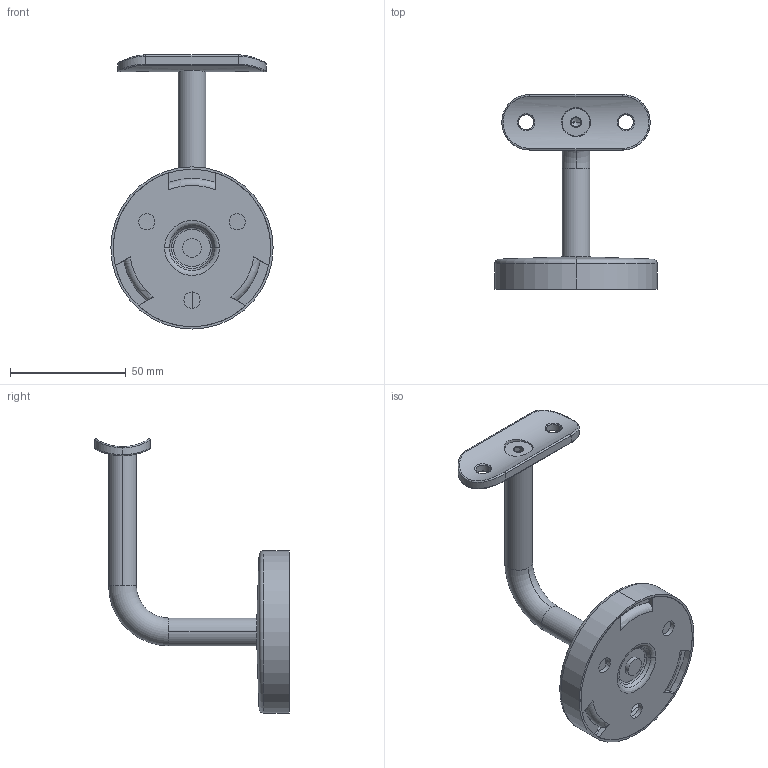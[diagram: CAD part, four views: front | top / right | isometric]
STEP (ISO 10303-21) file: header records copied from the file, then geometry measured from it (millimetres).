
FILE_DESCRIPTION (( 'STEP AP203' ), '1' );
FILE_NAME ('A_0117-042-B.STEP', '2023-09-25T13:24:34', ( '' ), ( '' ), 'SwSTEP 2.0', 'SolidWorks 2019', '' );
FILE_SCHEMA (( 'CONFIG_CONTROL_DESIGN' ));
Length unit declared in the file: millimetre
Products named in the file (6): A_0117-042-B.P1; skrutka DIN 7991_M6x16_A2-70; A_0117-042-B.P4; A_0117-042-B; A_0117-042-B.P3; A_0117-042-B.P2
Assembly tree (5 placements, depth 2):
  A_0117-042-B
    A_0117-042-B.P1
    A_0117-042-B.P2
    A_0117-042-B.P3
    A_0117-042-B.P4
    skrutka DIN 7991_M6x16_A2-70
Bounding box: 70 x 84 x 118.3 mm (x, y, z)
Volume: 34333.7 mm3; surface area: 30569.5 mm2
Topology: 5 solids, 5 shells, 170 faces, 381 edges, 222 vertices
Faces by surface type: cylinder 50, plane 43, cone 27, torus 26, bspline 24
Entity records: 8315 total; most frequent: CARTESIAN_POINT 4060, ORIENTED_EDGE 754, DIRECTION 753, EDGE_CURVE 377, AXIS2_PLACEMENT_3D 315, VERTEX_POINT 222, EDGE_LOOP 191, ADVANCED_FACE 170
